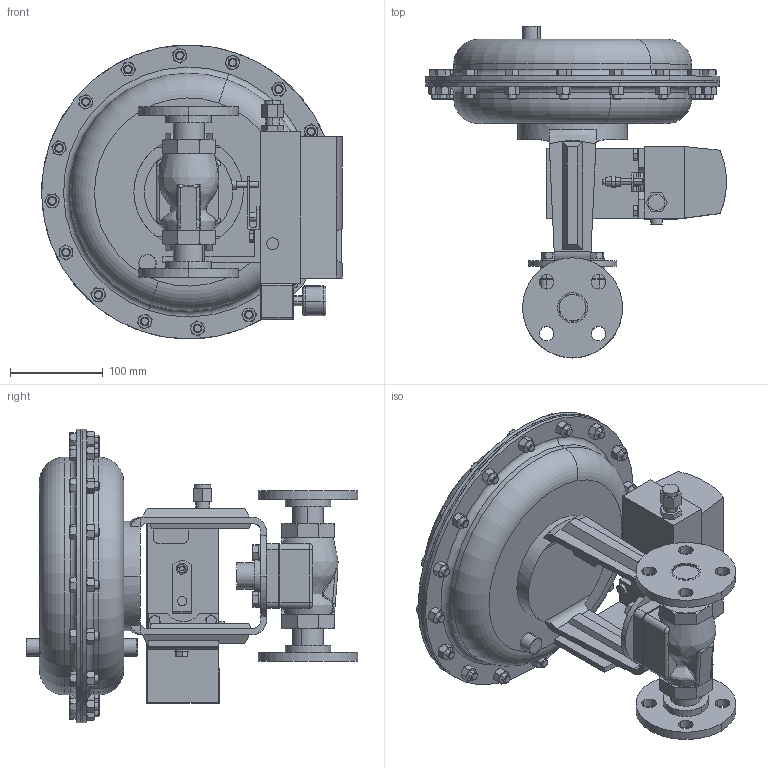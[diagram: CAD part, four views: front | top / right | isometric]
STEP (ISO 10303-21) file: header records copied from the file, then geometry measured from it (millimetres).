
FILE_DESCRIPTION (( 'STEP AP203' ), '1' );
FILE_NAME ('78SP-100-BR+CS+S6-F5-55M-16IQ.step', '2017-09-25T17:09:18', ( '' ), ( '' ), 'SwSTEP 2.0', 'SolidWorks 2014', '' );
FILE_SCHEMA (( 'CONFIG_CONTROL_DESIGN' ));
Length unit declared in the file: inch
Products named in the file (1): 78SP-100-BR+CS+S6-F5-55M-16IQ
Bounding box: 324.8 x 358.43 x 317.42 mm (x, y, z)
Volume: 6637682.1 mm3; surface area: 917017.2 mm2
Topology: 60 solids, 60 shells, 1270 faces, 2800 edges, 1700 vertices
Faces by surface type: plane 563, cone 421, cylinder 210, torus 42, bspline 32, sphere 2
Entity records: 42057 total; most frequent: CARTESIAN_POINT 15240, ORIENTED_EDGE 5592, DIRECTION 5351, EDGE_CURVE 2796, AXIS2_PLACEMENT_3D 2159, VERTEX_POINT 1700, EDGE_LOOP 1350, ADVANCED_FACE 1270
